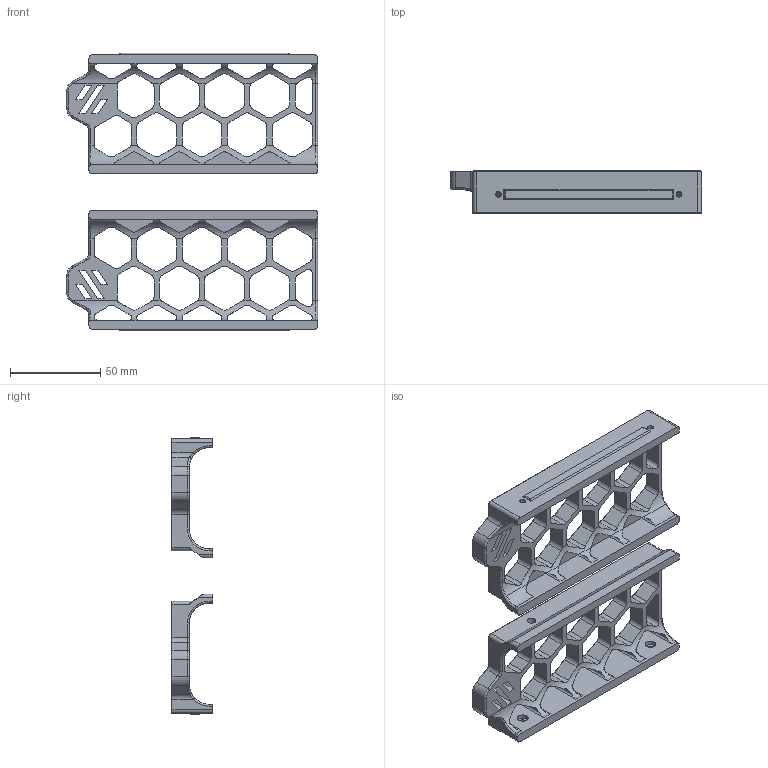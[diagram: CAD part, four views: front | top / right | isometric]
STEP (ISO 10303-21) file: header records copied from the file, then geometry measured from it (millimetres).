
FILE_DESCRIPTION (( 'STEP AP214' ), '1' );
FILE_NAME ('Skirt_300_Trident_Button_PCB.STEP', '2023-09-22T02:57:03', ( '' ), ( '' ), 'SwSTEP 2.0', 'SolidWorks 2020', '' );
FILE_SCHEMA (( 'AUTOMOTIVE_DESIGN' ));
Length unit declared in the file: millimetre
Products named in the file (1): Skirt_300_Trident_Button_PCB
Bounding box: 139 x 23 x 153.6 mm (x, y, z)
Volume: 102618.2 mm3; surface area: 60609.9 mm2
Topology: 2 solids, 2 shells, 1074 faces, 2716 edges, 1652 vertices
Faces by surface type: plane 484, cylinder 334, cone 238, torus 14, bspline 4
Entity records: 33083 total; most frequent: CARTESIAN_POINT 7245, ORIENTED_EDGE 5432, DIRECTION 5398, EDGE_CURVE 2716, AXIS2_PLACEMENT_3D 1873, VECTOR 1652, LINE 1652, VERTEX_POINT 1652
